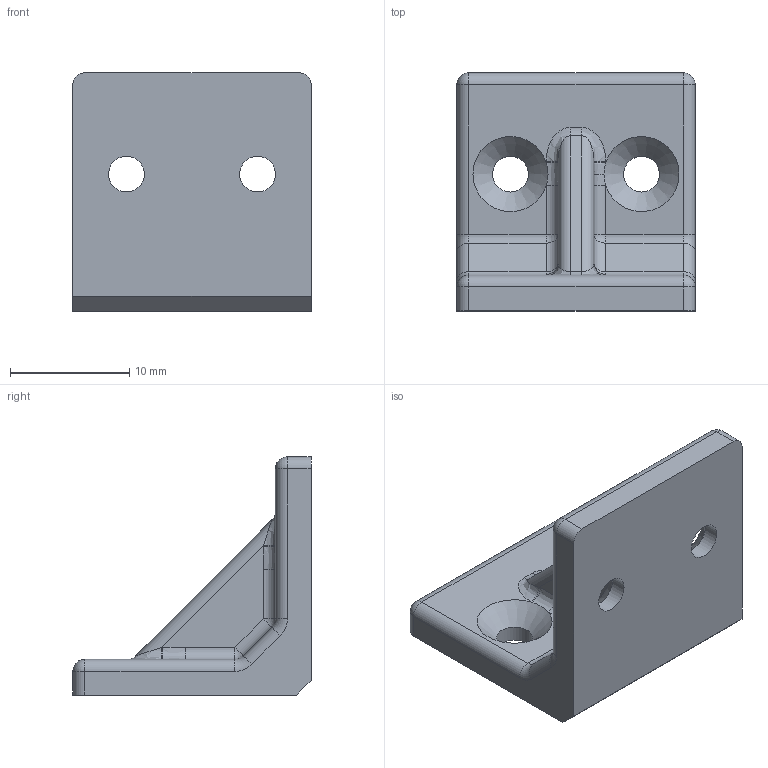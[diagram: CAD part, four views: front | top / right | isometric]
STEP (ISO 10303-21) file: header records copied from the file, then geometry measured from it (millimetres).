
FILE_DESCRIPTION(('STEP AP203'), '1');
FILE_NAME('20mm_3mm_DIN963_DIN965', '', ('UNSPECIFIED'), ('UNSPECIFIED'), 'C3D Converter', 'C3D Toolkit', '');
FILE_SCHEMA(('CONFIG_CONTROL_DESIGN'));
Length unit declared in the file: millimetre
Bounding box: 20 x 20 x 20 mm (x, y, z)
Volume: 2319.6 mm3; surface area: 1849.5 mm2
Topology: 1 solids, 1 shells, 74 faces, 182 edges, 98 vertices
Faces by surface type: cylinder 34, plane 14, bspline 10, sphere 8, cone 4, torus 4
Full cylindrical faces by diameter (mm): 3 x4
Entity records: 3414 total; most frequent: CARTESIAN_POINT 1123, DIRECTION 364, ORIENTED_EDGE 332, EDGE_CURVE 166, AXIS2_PLACEMENT_3D 147, VERTEX_POINT 98, EDGE_LOOP 86, CIRCLE 82
